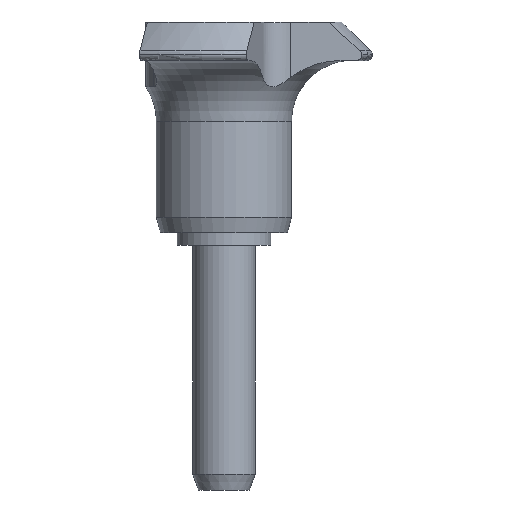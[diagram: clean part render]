
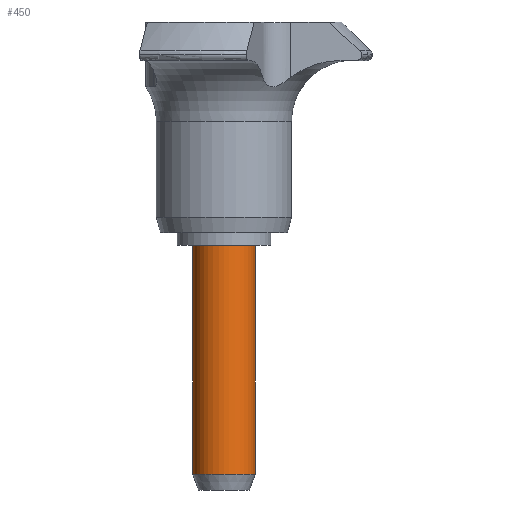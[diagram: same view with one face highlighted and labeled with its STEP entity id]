
A CAD part, front view. The second image highlights one B-rep face of the part: STEP entity #450.
In plain terms, the highlighted cylindrical face has radius 4 mm (diameter 8 mm), a partial arc.
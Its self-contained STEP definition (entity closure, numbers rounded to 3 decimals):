
#450=ADVANCED_FACE('',(#1086),#1087,.T.);
#582=EDGE_CURVE('',#638,#724,#1224,.T.);
#624=EDGE_CURVE('',#638,#672,#1270,.T.);
#638=VERTEX_POINT('',#1285);
#652=EDGE_CURVE('',#762,#672,#1301,.T.);
#672=VERTEX_POINT('',#1321);
#692=EDGE_CURVE('',#762,#724,#1343,.T.);
#724=VERTEX_POINT('',#1377);
#762=VERTEX_POINT('',#1419);
#1086=FACE_OUTER_BOUND('',#1890,.T.);
#1087=CYLINDRICAL_SURFACE('',#1891,4.);
#1224=CIRCLE('',#2235,4.);
#1270=LINE('',#2299,#2300);
#1285=CARTESIAN_POINT('',(4.,0.,-0.986));
#1301=CIRCLE('',#2339,4.);
#1321=CARTESIAN_POINT('',(4.,0.,-30.286));
#1343=LINE('',#2426,#2427);
#1377=CARTESIAN_POINT('',(-4.,0.,-0.986));
#1419=CARTESIAN_POINT('',(-4.,0.,-30.286));
#1890=EDGE_LOOP('',(#3253,#3254,#3255,#3256));
#1891=AXIS2_PLACEMENT_3D('',#3257,#3258,#3259);
#2235=AXIS2_PLACEMENT_3D('',#3371,#3372,#3373);
#2299=CARTESIAN_POINT('',(4.,0.,-15.636));
#2300=VECTOR('',#3433,1.0);
#2339=AXIS2_PLACEMENT_3D('',#3469,#3470,#3471);
#2426=CARTESIAN_POINT('',(-4.,0.,-15.636));
#2427=VECTOR('',#3512,1.0);
#3253=ORIENTED_EDGE('',*,*,#692,.F.);
#3254=ORIENTED_EDGE('',*,*,#652,.T.);
#3255=ORIENTED_EDGE('',*,*,#624,.F.);
#3256=ORIENTED_EDGE('',*,*,#582,.T.);
#3257=CARTESIAN_POINT('',(0.,0.,-15.636));
#3258=DIRECTION('',(-0.0,-0.0,-1.0));
#3259=DIRECTION('',(-1.0,0.,0.0));
#3371=CARTESIAN_POINT('',(0.,0.,-0.986));
#3372=DIRECTION('',(-0.0,0.0,-1.0));
#3373=DIRECTION('',(-1.0,0.,0.0));
#3433=DIRECTION('',(-0.0,-0.0,-1.0));
#3469=CARTESIAN_POINT('',(0.,0.,-30.286));
#3470=DIRECTION('',(0.0,0.0,1.0));
#3471=DIRECTION('',(-1.0,0.,0.0));
#3512=DIRECTION('',(0.0,0.0,1.0));
